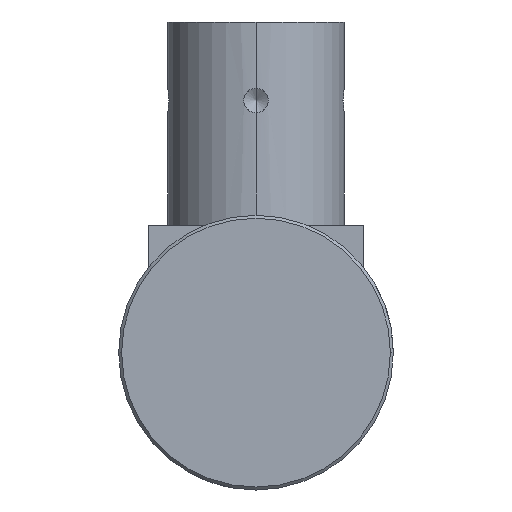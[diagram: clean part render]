
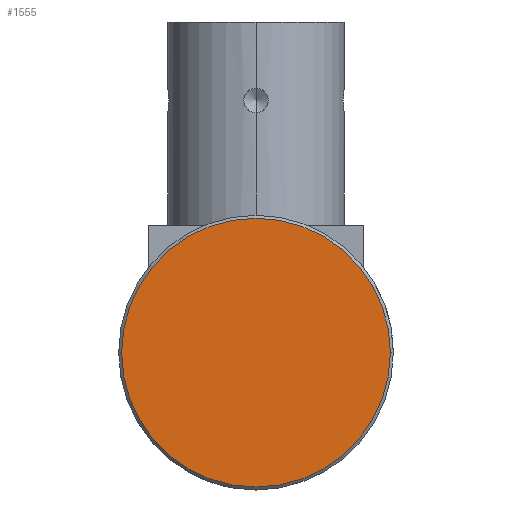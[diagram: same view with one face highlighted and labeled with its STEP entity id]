
A CAD part, left-side view. The second image highlights one B-rep face of the part: STEP entity #1555.
In plain terms, the highlighted planar face has unit normal (-1, 0, 0).
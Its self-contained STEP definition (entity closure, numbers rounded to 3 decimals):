
#340 = CARTESIAN_POINT ( 'NONE',  ( -190.2, -13.7, 0. ) ) ;
#347 = CIRCLE ( 'NONE', #934, 13.7 ) ;
#380 = EDGE_CURVE ( 'NONE', #672, #1046, #347, .T. ) ;
#421 = DIRECTION ( 'NONE',  ( 0., 1., 0. ) ) ;
#514 = DIRECTION ( 'NONE',  ( 0., 0., 1. ) ) ;
#628 = DIRECTION ( 'NONE',  ( -1., 0., 0. ) ) ;
#672 = VERTEX_POINT ( 'NONE', #340 ) ;
#683 = DIRECTION ( 'NONE',  ( -1., 0., 0. ) ) ;
#805 = CARTESIAN_POINT ( 'NONE',  ( -190.2, 0., 0. ) ) ;
#891 = PLANE ( 'NONE',  #1500 ) ;
#912 = CIRCLE ( 'NONE', #2352, 13.7 ) ;
#934 = AXIS2_PLACEMENT_3D ( 'NONE', #805, #2320, #421 ) ;
#1046 = VERTEX_POINT ( 'NONE', #1978 ) ;
#1107 = ORIENTED_EDGE ( 'NONE', *, *, #1461, .T. ) ;
#1244 = ORIENTED_EDGE ( 'NONE', *, *, #380, .T. ) ;
#1364 = EDGE_LOOP ( 'NONE', ( #1107, #1244 ) ) ;
#1461 = EDGE_CURVE ( 'NONE', #1046, #672, #912, .T. ) ;
#1500 = AXIS2_PLACEMENT_3D ( 'NONE', #2225, #683, #514 ) ;
#1555 = ADVANCED_FACE ( 'NONE', ( #2105 ), #891, .T. ) ;
#1796 = DIRECTION ( 'NONE',  ( 0., 1., 0. ) ) ;
#1809 = CARTESIAN_POINT ( 'NONE',  ( -190.2, 0., 0. ) ) ;
#1978 = CARTESIAN_POINT ( 'NONE',  ( -190.2, 13.7, 0. ) ) ;
#2105 = FACE_OUTER_BOUND ( 'NONE', #1364, .T. ) ;
#2225 = CARTESIAN_POINT ( 'NONE',  ( -190.2, -13.864, -13.864 ) ) ;
#2320 = DIRECTION ( 'NONE',  ( -1., 0., 0. ) ) ;
#2352 = AXIS2_PLACEMENT_3D ( 'NONE', #1809, #628, #1796 ) ;
